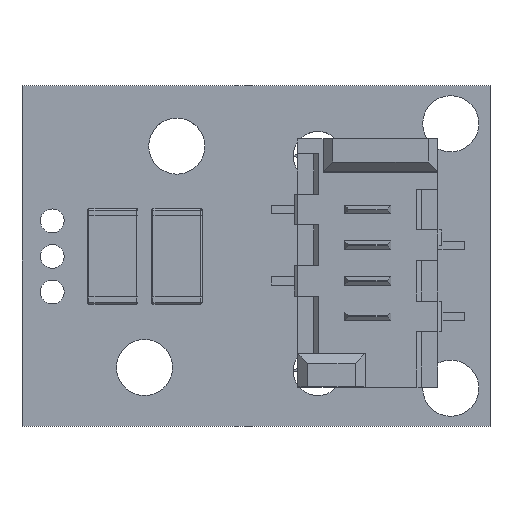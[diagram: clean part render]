
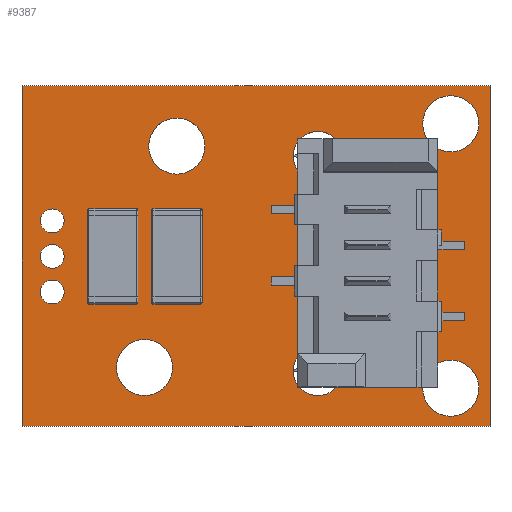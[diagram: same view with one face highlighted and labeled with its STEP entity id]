
A CAD part, top view. The second image highlights one B-rep face of the part: STEP entity #9387.
In plain terms, the highlighted planar face has unit normal (0, 0, 1).
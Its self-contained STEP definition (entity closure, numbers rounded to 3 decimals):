
#8934 = VERTEX_POINT('',#8935);
#8935 = CARTESIAN_POINT('',(161.1,31.4,0.));
#8941 = EDGE_CURVE('',#8934,#8942,#8944,.T.);
#8942 = VERTEX_POINT('',#8943);
#8943 = CARTESIAN_POINT('',(177.8,31.4,0.));
#8944 = LINE('',#8945,#8946);
#8945 = CARTESIAN_POINT('',(161.1,31.4,0.));
#8946 = VECTOR('',#8947,1.);
#8947 = DIRECTION('',(1.,0.,0.));
#8972 = EDGE_CURVE('',#8942,#8973,#8975,.T.);
#8973 = VERTEX_POINT('',#8974);
#8974 = CARTESIAN_POINT('',(177.8,43.561,0.));
#8975 = LINE('',#8976,#8977);
#8976 = CARTESIAN_POINT('',(177.8,31.4,0.));
#8977 = VECTOR('',#8978,1.);
#8978 = DIRECTION('',(0.,1.,0.));
#9003 = EDGE_CURVE('',#8973,#9004,#9006,.T.);
#9004 = VERTEX_POINT('',#9005);
#9005 = CARTESIAN_POINT('',(161.1,43.561,0.));
#9006 = LINE('',#9007,#9008);
#9007 = CARTESIAN_POINT('',(177.8,43.561,0.));
#9008 = VECTOR('',#9009,1.);
#9009 = DIRECTION('',(-1.,0.,0.));
#9034 = EDGE_CURVE('',#9004,#8934,#9035,.T.);
#9035 = LINE('',#9036,#9037);
#9036 = CARTESIAN_POINT('',(161.1,43.561,0.));
#9037 = VECTOR('',#9038,1.);
#9038 = DIRECTION('',(0.,-1.,0.));
#9058 = VERTEX_POINT('',#9059);
#9059 = CARTESIAN_POINT('',(162.604,36.195,0.));
#9065 = EDGE_CURVE('',#9058,#9058,#9066,.T.);
#9066 = CIRCLE('',#9067,0.425);
#9067 = AXIS2_PLACEMENT_3D('',#9068,#9069,#9070);
#9068 = CARTESIAN_POINT('',(162.179,36.195,0.));
#9069 = DIRECTION('',(0.,0.,1.));
#9070 = DIRECTION('',(1.,0.,0.));
#9091 = VERTEX_POINT('',#9092);
#9092 = CARTESIAN_POINT('',(166.474,33.5,0.));
#9098 = EDGE_CURVE('',#9091,#9091,#9099,.T.);
#9099 = CIRCLE('',#9100,1.);
#9100 = AXIS2_PLACEMENT_3D('',#9101,#9102,#9103);
#9101 = CARTESIAN_POINT('',(165.474,33.5,0.));
#9102 = DIRECTION('',(0.,0.,1.));
#9103 = DIRECTION('',(1.,0.,0.));
#9124 = VERTEX_POINT('',#9125);
#9125 = CARTESIAN_POINT('',(162.604,38.735,0.));
#9131 = EDGE_CURVE('',#9124,#9124,#9132,.T.);
#9132 = CIRCLE('',#9133,0.425);
#9133 = AXIS2_PLACEMENT_3D('',#9134,#9135,#9136);
#9134 = CARTESIAN_POINT('',(162.179,38.735,0.));
#9135 = DIRECTION('',(0.,0.,1.));
#9136 = DIRECTION('',(1.,0.,0.));
#9157 = VERTEX_POINT('',#9158);
#9158 = CARTESIAN_POINT('',(162.604,37.465,0.));
#9164 = EDGE_CURVE('',#9157,#9157,#9165,.T.);
#9165 = CIRCLE('',#9166,0.425);
#9166 = AXIS2_PLACEMENT_3D('',#9167,#9168,#9169);
#9167 = CARTESIAN_POINT('',(162.179,37.465,0.));
#9168 = DIRECTION('',(0.,0.,1.));
#9169 = DIRECTION('',(1.,0.,0.));
#9190 = VERTEX_POINT('',#9191);
#9191 = CARTESIAN_POINT('',(172.53,33.376,0.));
#9197 = EDGE_CURVE('',#9190,#9190,#9198,.T.);
#9198 = CIRCLE('',#9199,0.876);
#9199 = AXIS2_PLACEMENT_3D('',#9200,#9201,#9202);
#9200 = CARTESIAN_POINT('',(171.653,33.376,0.));
#9201 = DIRECTION('',(0.,0.,1.));
#9202 = DIRECTION('',(1.,0.,0.));
#9223 = VERTEX_POINT('',#9224);
#9224 = CARTESIAN_POINT('',(177.4,32.761,0.));
#9230 = EDGE_CURVE('',#9223,#9223,#9231,.T.);
#9231 = CIRCLE('',#9232,1.);
#9232 = AXIS2_PLACEMENT_3D('',#9233,#9234,#9235);
#9233 = CARTESIAN_POINT('',(176.4,32.761,0.));
#9234 = DIRECTION('',(0.,0.,1.));
#9235 = DIRECTION('',(1.,0.,0.));
#9256 = VERTEX_POINT('',#9257);
#9257 = CARTESIAN_POINT('',(167.624,41.4,0.));
#9263 = EDGE_CURVE('',#9256,#9256,#9264,.T.);
#9264 = CIRCLE('',#9265,1.);
#9265 = AXIS2_PLACEMENT_3D('',#9266,#9267,#9268);
#9266 = CARTESIAN_POINT('',(166.624,41.4,0.));
#9267 = DIRECTION('',(0.,0.,1.));
#9268 = DIRECTION('',(1.,0.,0.));
#9289 = VERTEX_POINT('',#9290);
#9290 = CARTESIAN_POINT('',(172.53,41.046,0.));
#9296 = EDGE_CURVE('',#9289,#9289,#9297,.T.);
#9297 = CIRCLE('',#9298,0.876);
#9298 = AXIS2_PLACEMENT_3D('',#9299,#9300,#9301);
#9299 = CARTESIAN_POINT('',(171.653,41.046,0.));
#9300 = DIRECTION('',(0.,0.,1.));
#9301 = DIRECTION('',(1.,0.,0.));
#9322 = VERTEX_POINT('',#9323);
#9323 = CARTESIAN_POINT('',(177.4,42.2,0.));
#9329 = EDGE_CURVE('',#9322,#9322,#9330,.T.);
#9330 = CIRCLE('',#9331,1.);
#9331 = AXIS2_PLACEMENT_3D('',#9332,#9333,#9334);
#9332 = CARTESIAN_POINT('',(176.4,42.2,0.));
#9333 = DIRECTION('',(0.,0.,1.));
#9334 = DIRECTION('',(1.,0.,0.));
#9387 = ADVANCED_FACE('',(#9388,#9394,#9397,#9400,#9403,#9406,#9409,
    #9412,#9415,#9418),#9421,.F.);
#9388 = FACE_BOUND('',#9389,.T.);
#9389 = EDGE_LOOP('',(#9390,#9391,#9392,#9393));
#9390 = ORIENTED_EDGE('',*,*,#8941,.T.);
#9391 = ORIENTED_EDGE('',*,*,#8972,.T.);
#9392 = ORIENTED_EDGE('',*,*,#9003,.T.);
#9393 = ORIENTED_EDGE('',*,*,#9034,.T.);
#9394 = FACE_BOUND('',#9395,.F.);
#9395 = EDGE_LOOP('',(#9396));
#9396 = ORIENTED_EDGE('',*,*,#9065,.T.);
#9397 = FACE_BOUND('',#9398,.F.);
#9398 = EDGE_LOOP('',(#9399));
#9399 = ORIENTED_EDGE('',*,*,#9098,.T.);
#9400 = FACE_BOUND('',#9401,.F.);
#9401 = EDGE_LOOP('',(#9402));
#9402 = ORIENTED_EDGE('',*,*,#9131,.T.);
#9403 = FACE_BOUND('',#9404,.F.);
#9404 = EDGE_LOOP('',(#9405));
#9405 = ORIENTED_EDGE('',*,*,#9164,.T.);
#9406 = FACE_BOUND('',#9407,.F.);
#9407 = EDGE_LOOP('',(#9408));
#9408 = ORIENTED_EDGE('',*,*,#9197,.T.);
#9409 = FACE_BOUND('',#9410,.F.);
#9410 = EDGE_LOOP('',(#9411));
#9411 = ORIENTED_EDGE('',*,*,#9230,.T.);
#9412 = FACE_BOUND('',#9413,.F.);
#9413 = EDGE_LOOP('',(#9414));
#9414 = ORIENTED_EDGE('',*,*,#9263,.T.);
#9415 = FACE_BOUND('',#9416,.F.);
#9416 = EDGE_LOOP('',(#9417));
#9417 = ORIENTED_EDGE('',*,*,#9296,.T.);
#9418 = FACE_BOUND('',#9419,.F.);
#9419 = EDGE_LOOP('',(#9420));
#9420 = ORIENTED_EDGE('',*,*,#9329,.T.);
#9421 = PLANE('',#9422);
#9422 = AXIS2_PLACEMENT_3D('',#9423,#9424,#9425);
#9423 = CARTESIAN_POINT('',(161.1,31.4,0.));
#9424 = DIRECTION('',(0.,0.,-1.));
#9425 = DIRECTION('',(-1.,0.,0.));
